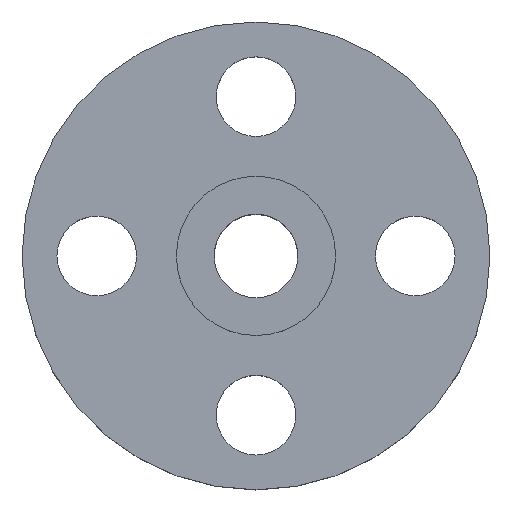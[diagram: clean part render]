
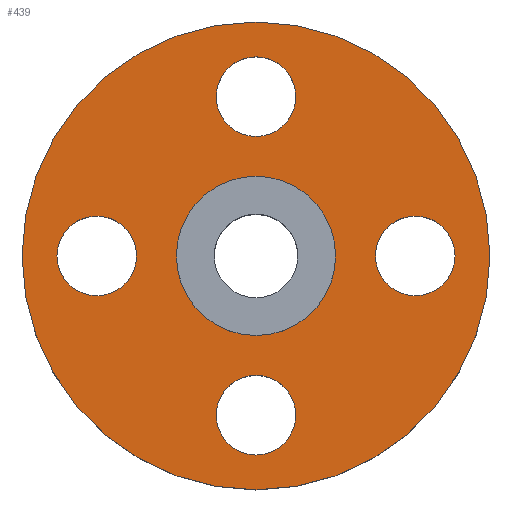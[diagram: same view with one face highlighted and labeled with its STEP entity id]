
A CAD part, top view. The second image highlights one B-rep face of the part: STEP entity #439.
In plain terms, the highlighted planar face has unit normal (0, 0, 1).
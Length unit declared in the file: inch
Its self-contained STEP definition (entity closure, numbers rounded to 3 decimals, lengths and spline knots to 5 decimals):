
#3 = EDGE_CURVE ( 'NONE', #665, #169, #517, .T. ) ;
#8 = VERTEX_POINT ( 'NONE', #568 ) ;
#15 = DIRECTION ( 'NONE',  ( 1., 0., 0. ) ) ;
#48 = FACE_BOUND ( 'NONE', #818, .T. ) ;
#52 = FACE_OUTER_BOUND ( 'NONE', #498, .T. ) ;
#63 = ORIENTED_EDGE ( 'NONE', *, *, #851, .F. ) ;
#70 = DIRECTION ( 'NONE',  ( 1., 0., 0. ) ) ;
#72 = EDGE_LOOP ( 'NONE', ( #519, #487 ) ) ;
#75 = CIRCLE ( 'NONE', #192, 0.5 ) ;
#91 = CARTESIAN_POINT ( 'NONE',  ( 1.5, 0., -0.25 ) ) ;
#96 = VERTEX_POINT ( 'NONE', #441 ) ;
#99 = EDGE_CURVE ( 'NONE', #773, #163, #75, .T. ) ;
#105 = DIRECTION ( 'NONE',  ( 0., -1., 0. ) ) ;
#106 = EDGE_LOOP ( 'NONE', ( #495, #121 ) ) ;
#108 = DIRECTION ( 'NONE',  ( 1., 0., 0. ) ) ;
#109 = CARTESIAN_POINT ( 'NONE',  ( 0., 1., -0.25 ) ) ;
#113 = DIRECTION ( 'NONE',  ( 1., 0., 0. ) ) ;
#117 = FACE_BOUND ( 'NONE', #344, .T. ) ;
#118 = CARTESIAN_POINT ( 'NONE',  ( 2., 0., -0.25 ) ) ;
#121 = ORIENTED_EDGE ( 'NONE', *, *, #99, .F. ) ;
#122 = DIRECTION ( 'NONE',  ( 1., 0., 0. ) ) ;
#125 = CIRCLE ( 'NONE', #444, 0.5 ) ;
#154 = ORIENTED_EDGE ( 'NONE', *, *, #253, .F. ) ;
#157 = AXIS2_PLACEMENT_3D ( 'NONE', #683, #801, #354 ) ;
#159 = DIRECTION ( 'NONE',  ( 0., 0., 1. ) ) ;
#163 = VERTEX_POINT ( 'NONE', #681 ) ;
#165 = ORIENTED_EDGE ( 'NONE', *, *, #674, .F. ) ;
#169 = VERTEX_POINT ( 'NONE', #537 ) ;
#185 = CIRCLE ( 'NONE', #660, 0.5 ) ;
#187 = AXIS2_PLACEMENT_3D ( 'NONE', #584, #649, #113 ) ;
#188 = CARTESIAN_POINT ( 'NONE',  ( 0., 0., -0.25 ) ) ;
#192 = AXIS2_PLACEMENT_3D ( 'NONE', #667, #845, #70 ) ;
#193 = EDGE_CURVE ( 'NONE', #274, #827, #125, .T. ) ;
#207 = DIRECTION ( 'NONE',  ( 0., 0., 1. ) ) ;
#216 = ORIENTED_EDGE ( 'NONE', *, *, #518, .T. ) ;
#253 = EDGE_CURVE ( 'NONE', #8, #836, #481, .T. ) ;
#274 = VERTEX_POINT ( 'NONE', #91 ) ;
#290 = CIRCLE ( 'NONE', #596, 1. ) ;
#303 = FACE_BOUND ( 'NONE', #72, .T. ) ;
#307 = ORIENTED_EDGE ( 'NONE', *, *, #426, .F. ) ;
#320 = DIRECTION ( 'NONE',  ( -1., 0., 0. ) ) ;
#337 = CARTESIAN_POINT ( 'NONE',  ( -2.5, 0., -0.25 ) ) ;
#344 = EDGE_LOOP ( 'NONE', ( #473, #307 ) ) ;
#349 = CARTESIAN_POINT ( 'NONE',  ( 0., -2., -0.25 ) ) ;
#354 = DIRECTION ( 'NONE',  ( 0., 1., 0. ) ) ;
#356 = EDGE_CURVE ( 'NONE', #733, #846, #290, .T. ) ;
#366 = EDGE_CURVE ( 'NONE', #163, #773, #858, .T. ) ;
#368 = CIRCLE ( 'NONE', #829, 2.9375 ) ;
#370 = CARTESIAN_POINT ( 'NONE',  ( 0., 2., -0.25 ) ) ;
#377 = CARTESIAN_POINT ( 'NONE',  ( 0., 2., -0.25 ) ) ;
#385 = CARTESIAN_POINT ( 'NONE',  ( 0.5, 2., -0.25 ) ) ;
#393 = AXIS2_PLACEMENT_3D ( 'NONE', #377, #566, #105 ) ;
#408 = CARTESIAN_POINT ( 'NONE',  ( 2.5, 0., -0.25 ) ) ;
#412 = DIRECTION ( 'NONE',  ( -1., 0., 0. ) ) ;
#426 = EDGE_CURVE ( 'NONE', #169, #665, #810, .T. ) ;
#427 = CARTESIAN_POINT ( 'NONE',  ( -2., 0., -0.25 ) ) ;
#428 = AXIS2_PLACEMENT_3D ( 'NONE', #427, #555, #108 ) ;
#435 = AXIS2_PLACEMENT_3D ( 'NONE', #370, #645, #558 ) ;
#439 = ADVANCED_FACE ( 'NONE', ( #117, #303, #651, #704, #48, #52 ), #556, .F. ) ;
#441 = CARTESIAN_POINT ( 'NONE',  ( 2.9375, 0., -0.25 ) ) ;
#444 = AXIS2_PLACEMENT_3D ( 'NONE', #747, #159, #412 ) ;
#445 = AXIS2_PLACEMENT_3D ( 'NONE', #529, #207, #582 ) ;
#449 = DIRECTION ( 'NONE',  ( 0., 0., 1. ) ) ;
#462 = ORIENTED_EDGE ( 'NONE', *, *, #356, .F. ) ;
#473 = ORIENTED_EDGE ( 'NONE', *, *, #3, .F. ) ;
#481 = CIRCLE ( 'NONE', #547, 0.5 ) ;
#485 = CIRCLE ( 'NONE', #187, 1. ) ;
#487 = ORIENTED_EDGE ( 'NONE', *, *, #193, .F. ) ;
#495 = ORIENTED_EDGE ( 'NONE', *, *, #366, .F. ) ;
#498 = EDGE_LOOP ( 'NONE', ( #216, #759 ) ) ;
#510 = AXIS2_PLACEMENT_3D ( 'NONE', #109, #635, #825 ) ;
#517 = CIRCLE ( 'NONE', #435, 0.5 ) ;
#518 = EDGE_CURVE ( 'NONE', #96, #767, #368, .T. ) ;
#519 = ORIENTED_EDGE ( 'NONE', *, *, #636, .F. ) ;
#529 = CARTESIAN_POINT ( 'NONE',  ( 0., 0., -0.25 ) ) ;
#533 = DIRECTION ( 'NONE',  ( 0., 0., 1. ) ) ;
#536 = CIRCLE ( 'NONE', #445, 2.9375 ) ;
#537 = CARTESIAN_POINT ( 'NONE',  ( -0.5, 2., -0.25 ) ) ;
#547 = AXIS2_PLACEMENT_3D ( 'NONE', #349, #798, #605 ) ;
#555 = DIRECTION ( 'NONE',  ( 0., 0., 1. ) ) ;
#556 = PLANE ( 'NONE',  #510 ) ;
#558 = DIRECTION ( 'NONE',  ( 0., -1., 0. ) ) ;
#566 = DIRECTION ( 'NONE',  ( 0., 0., 1. ) ) ;
#568 = CARTESIAN_POINT ( 'NONE',  ( 0.5, -2., -0.25 ) ) ;
#582 = DIRECTION ( 'NONE',  ( 1., 0., 0. ) ) ;
#584 = CARTESIAN_POINT ( 'NONE',  ( 0., 0., -0.25 ) ) ;
#596 = AXIS2_PLACEMENT_3D ( 'NONE', #804, #533, #15 ) ;
#605 = DIRECTION ( 'NONE',  ( 0., 1., 0. ) ) ;
#607 = EDGE_CURVE ( 'NONE', #767, #96, #536, .T. ) ;
#610 = CIRCLE ( 'NONE', #157, 0.5 ) ;
#635 = DIRECTION ( 'NONE',  ( 0., 0., -1. ) ) ;
#636 = EDGE_CURVE ( 'NONE', #827, #274, #185, .T. ) ;
#645 = DIRECTION ( 'NONE',  ( 0., 0., 1. ) ) ;
#649 = DIRECTION ( 'NONE',  ( 0., 0., 1. ) ) ;
#651 = FACE_BOUND ( 'NONE', #679, .T. ) ;
#660 = AXIS2_PLACEMENT_3D ( 'NONE', #118, #770, #320 ) ;
#665 = VERTEX_POINT ( 'NONE', #385 ) ;
#667 = CARTESIAN_POINT ( 'NONE',  ( -2., 0., -0.25 ) ) ;
#668 = CARTESIAN_POINT ( 'NONE',  ( -0.5, -2., -0.25 ) ) ;
#674 = EDGE_CURVE ( 'NONE', #846, #733, #485, .T. ) ;
#679 = EDGE_LOOP ( 'NONE', ( #154, #63 ) ) ;
#681 = CARTESIAN_POINT ( 'NONE',  ( -1.5, 0., -0.25 ) ) ;
#683 = CARTESIAN_POINT ( 'NONE',  ( 0., -2., -0.25 ) ) ;
#704 = FACE_BOUND ( 'NONE', #106, .T. ) ;
#733 = VERTEX_POINT ( 'NONE', #860 ) ;
#734 = CARTESIAN_POINT ( 'NONE',  ( -2.9375, 0., -0.25 ) ) ;
#741 = CARTESIAN_POINT ( 'NONE',  ( 1., 0., -0.25 ) ) ;
#747 = CARTESIAN_POINT ( 'NONE',  ( 2., 0., -0.25 ) ) ;
#759 = ORIENTED_EDGE ( 'NONE', *, *, #607, .T. ) ;
#767 = VERTEX_POINT ( 'NONE', #734 ) ;
#770 = DIRECTION ( 'NONE',  ( 0., 0., 1. ) ) ;
#773 = VERTEX_POINT ( 'NONE', #337 ) ;
#798 = DIRECTION ( 'NONE',  ( 0., 0., 1. ) ) ;
#801 = DIRECTION ( 'NONE',  ( 0., 0., 1. ) ) ;
#804 = CARTESIAN_POINT ( 'NONE',  ( 0., 0., -0.25 ) ) ;
#810 = CIRCLE ( 'NONE', #393, 0.5 ) ;
#818 = EDGE_LOOP ( 'NONE', ( #165, #462 ) ) ;
#825 = DIRECTION ( 'NONE',  ( -1., 0., 0. ) ) ;
#827 = VERTEX_POINT ( 'NONE', #408 ) ;
#829 = AXIS2_PLACEMENT_3D ( 'NONE', #188, #449, #122 ) ;
#836 = VERTEX_POINT ( 'NONE', #668 ) ;
#845 = DIRECTION ( 'NONE',  ( 0., 0., 1. ) ) ;
#846 = VERTEX_POINT ( 'NONE', #741 ) ;
#851 = EDGE_CURVE ( 'NONE', #836, #8, #610, .T. ) ;
#858 = CIRCLE ( 'NONE', #428, 0.5 ) ;
#860 = CARTESIAN_POINT ( 'NONE',  ( -1., 0., -0.25 ) ) ;
